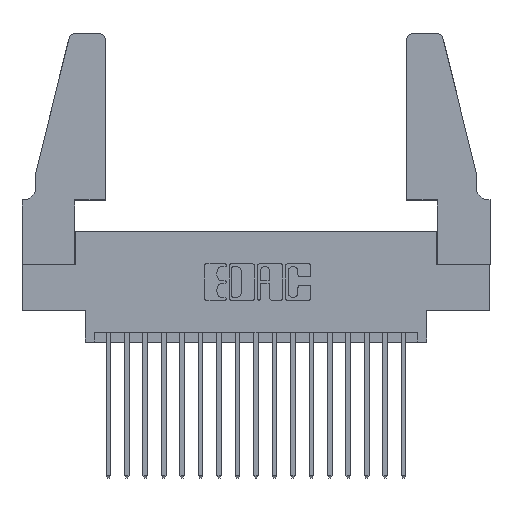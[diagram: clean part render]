
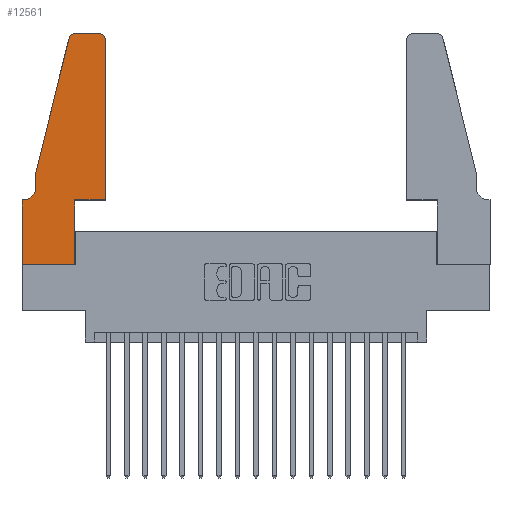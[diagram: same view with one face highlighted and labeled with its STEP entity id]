
A CAD part, top view. The second image highlights one B-rep face of the part: STEP entity #12561.
In plain terms, the highlighted planar face has unit normal (0, 0, 1).
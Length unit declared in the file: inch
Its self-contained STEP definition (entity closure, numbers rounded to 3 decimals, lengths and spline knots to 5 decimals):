
#118 = ORIENTED_EDGE ( 'NONE', *, *, #2182, .T. ) ;
#243 = ORIENTED_EDGE ( 'NONE', *, *, #13640, .T. ) ;
#349 = VECTOR ( 'NONE', #17167, 39.37008 ) ;
#355 = DIRECTION ( 'NONE',  ( 0., 0., 1. ) ) ;
#913 = CARTESIAN_POINT ( 'NONE',  ( 0.4505, 0.35, 0.37 ) ) ;
#937 = CARTESIAN_POINT ( 'NONE',  ( 0.0055, 0.42, 0.37 ) ) ;
#1237 = DIRECTION ( 'NONE',  ( 0., 0., 1. ) ) ;
#2120 = CIRCLE ( 'NONE', #11985, 0.03 ) ;
#2171 = LINE ( 'NONE', #16593, #13411 ) ;
#2182 = EDGE_CURVE ( 'NONE', #15437, #4423, #8297, .T. ) ;
#2194 = CARTESIAN_POINT ( 'NONE',  ( 0.2865, 0.35, 0.37 ) ) ;
#2266 = EDGE_LOOP ( 'NONE', ( #118, #8838, #12671, #10631, #17406, #243, #8370, #14576, #2461, #14533, #16325, #18979 ) ) ;
#2461 = ORIENTED_EDGE ( 'NONE', *, *, #15706, .T. ) ;
#2486 = CARTESIAN_POINT ( 'NONE',  ( 0.4205, 1.22, 0.37 ) ) ;
#2535 = FACE_OUTER_BOUND ( 'NONE', #2266, .T. ) ;
#2666 = VERTEX_POINT ( 'NONE', #2194 ) ;
#3131 = VERTEX_POINT ( 'NONE', #14927 ) ;
#3222 = DIRECTION ( 'NONE',  ( -1., 0., 0. ) ) ;
#3284 = CARTESIAN_POINT ( 'NONE',  ( 0.4205, 1.25, 0.37 ) ) ;
#3373 = CARTESIAN_POINT ( 'NONE',  ( 0., 0.35, 0.37 ) ) ;
#3801 = DIRECTION ( 'NONE',  ( -0.239, -0.971, 0. ) ) ;
#4055 = VECTOR ( 'NONE', #6360, 39.37008 ) ;
#4102 = CARTESIAN_POINT ( 'NONE',  ( 0.2865, 0., 0.37 ) ) ;
#4228 = CARTESIAN_POINT ( 'NONE',  ( 0., 0.35, 0.37 ) ) ;
#4386 = VECTOR ( 'NONE', #9634, 39.37008 ) ;
#4423 = VERTEX_POINT ( 'NONE', #15563 ) ;
#4755 = DIRECTION ( 'NONE',  ( 1., 0., 0. ) ) ;
#5124 = DIRECTION ( 'NONE',  ( 0., -1., 0. ) ) ;
#5564 = LINE ( 'NONE', #16839, #11098 ) ;
#5692 = CARTESIAN_POINT ( 'NONE',  ( 0.2865, 0.35, 0.37 ) ) ;
#5876 = EDGE_CURVE ( 'NONE', #18445, #3131, #8165, .T. ) ;
#6360 = DIRECTION ( 'NONE',  ( 0., -1., 0. ) ) ;
#6505 = VECTOR ( 'NONE', #9852, 39.37008 ) ;
#6751 = LINE ( 'NONE', #18740, #6505 ) ;
#6789 = VECTOR ( 'NONE', #3222, 39.37008 ) ;
#6876 = DIRECTION ( 'NONE',  ( 0., 0., -1. ) ) ;
#7095 = VERTEX_POINT ( 'NONE', #4102 ) ;
#8042 = LINE ( 'NONE', #5692, #15635 ) ;
#8140 = CIRCLE ( 'NONE', #15575, 0.07 ) ;
#8165 = LINE ( 'NONE', #15488, #349 ) ;
#8297 = LINE ( 'NONE', #11000, #4386 ) ;
#8317 = CIRCLE ( 'NONE', #10908, 0.03 ) ;
#8370 = ORIENTED_EDGE ( 'NONE', *, *, #14336, .T. ) ;
#8838 = ORIENTED_EDGE ( 'NONE', *, *, #11236, .T. ) ;
#9032 = CARTESIAN_POINT ( 'NONE',  ( 0.25487, 1.22718, 0.37 ) ) ;
#9449 = EDGE_CURVE ( 'NONE', #2666, #18445, #15993, .T. ) ;
#9634 = DIRECTION ( 'NONE',  ( -1., 0., 0. ) ) ;
#9852 = DIRECTION ( 'NONE',  ( 1., 0., 0. ) ) ;
#9972 = EDGE_CURVE ( 'NONE', #18907, #7095, #6751, .T. ) ;
#10108 = EDGE_CURVE ( 'NONE', #15886, #12238, #2171, .T. ) ;
#10361 = CARTESIAN_POINT ( 'NONE',  ( 0.0755, 0.35, 0.37 ) ) ;
#10631 = ORIENTED_EDGE ( 'NONE', *, *, #18810, .T. ) ;
#10908 = AXIS2_PLACEMENT_3D ( 'NONE', #2486, #12741, #11351 ) ;
#11000 = CARTESIAN_POINT ( 'NONE',  ( 0.2605, 1.25, 0.37 ) ) ;
#11098 = VECTOR ( 'NONE', #5124, 39.37008 ) ;
#11148 = CARTESIAN_POINT ( 'NONE',  ( 0.0755, 0.42, 0.37 ) ) ;
#11236 = EDGE_CURVE ( 'NONE', #4423, #15886, #2120, .T. ) ;
#11351 = DIRECTION ( 'NONE',  ( 1., 0., 0. ) ) ;
#11371 = DIRECTION ( 'NONE',  ( 1., 0., 0. ) ) ;
#11593 = DIRECTION ( 'NONE',  ( -1., 0., 0. ) ) ;
#11985 = AXIS2_PLACEMENT_3D ( 'NONE', #13498, #355, #4755 ) ;
#12067 = VECTOR ( 'NONE', #12710, 39.37008 ) ;
#12135 = LINE ( 'NONE', #10361, #6789 ) ;
#12231 = AXIS2_PLACEMENT_3D ( 'NONE', #4228, #1237, #11371 ) ;
#12238 = VERTEX_POINT ( 'NONE', #13687 ) ;
#12561 = ADVANCED_FACE ( 'NONE', ( #2535 ), #18957, .T. ) ;
#12586 = CARTESIAN_POINT ( 'NONE',  ( 0.0055, 0.35, 0.37 ) ) ;
#12671 = ORIENTED_EDGE ( 'NONE', *, *, #10108, .T. ) ;
#12710 = DIRECTION ( 'NONE',  ( 1., 0., 0. ) ) ;
#12741 = DIRECTION ( 'NONE',  ( 0., 0., 1. ) ) ;
#13411 = VECTOR ( 'NONE', #3801, 39.37008 ) ;
#13498 = CARTESIAN_POINT ( 'NONE',  ( 0.284, 1.22, 0.37 ) ) ;
#13640 = EDGE_CURVE ( 'NONE', #13931, #18159, #12135, .T. ) ;
#13687 = CARTESIAN_POINT ( 'NONE',  ( 0.0755, 0.5, 0.37 ) ) ;
#13792 = EDGE_CURVE ( 'NONE', #13812, #13931, #8140, .T. ) ;
#13812 = VERTEX_POINT ( 'NONE', #11148 ) ;
#13931 = VERTEX_POINT ( 'NONE', #12586 ) ;
#14150 = CARTESIAN_POINT ( 'NONE',  ( 0.4505, 0.35, 0.37 ) ) ;
#14336 = EDGE_CURVE ( 'NONE', #18159, #18907, #5564, .T. ) ;
#14533 = ORIENTED_EDGE ( 'NONE', *, *, #9449, .T. ) ;
#14576 = ORIENTED_EDGE ( 'NONE', *, *, #9972, .T. ) ;
#14927 = CARTESIAN_POINT ( 'NONE',  ( 0.4505, 1.22, 0.37 ) ) ;
#14981 = EDGE_CURVE ( 'NONE', #3131, #15437, #8317, .T. ) ;
#15437 = VERTEX_POINT ( 'NONE', #3284 ) ;
#15488 = CARTESIAN_POINT ( 'NONE',  ( 0.4505, 0.35, 0.37 ) ) ;
#15563 = CARTESIAN_POINT ( 'NONE',  ( 0.284, 1.25, 0.37 ) ) ;
#15575 = AXIS2_PLACEMENT_3D ( 'NONE', #937, #6876, #11593 ) ;
#15635 = VECTOR ( 'NONE', #15997, 39.37008 ) ;
#15706 = EDGE_CURVE ( 'NONE', #7095, #2666, #8042, .T. ) ;
#15886 = VERTEX_POINT ( 'NONE', #9032 ) ;
#15963 = CARTESIAN_POINT ( 'NONE',  ( 0., 0., 0.37 ) ) ;
#15993 = LINE ( 'NONE', #913, #12067 ) ;
#15997 = DIRECTION ( 'NONE',  ( 0., 1., 0. ) ) ;
#16244 = LINE ( 'NONE', #18282, #4055 ) ;
#16325 = ORIENTED_EDGE ( 'NONE', *, *, #5876, .T. ) ;
#16593 = CARTESIAN_POINT ( 'NONE',  ( 0.0755, 0.5, 0.37 ) ) ;
#16839 = CARTESIAN_POINT ( 'NONE',  ( 0., 0., 0.37 ) ) ;
#17167 = DIRECTION ( 'NONE',  ( 0., 1., 0. ) ) ;
#17406 = ORIENTED_EDGE ( 'NONE', *, *, #13792, .T. ) ;
#18159 = VERTEX_POINT ( 'NONE', #3373 ) ;
#18282 = CARTESIAN_POINT ( 'NONE',  ( 0.0755, 0.5, 0.37 ) ) ;
#18445 = VERTEX_POINT ( 'NONE', #14150 ) ;
#18740 = CARTESIAN_POINT ( 'NONE',  ( 0., 0., 0.37 ) ) ;
#18810 = EDGE_CURVE ( 'NONE', #12238, #13812, #16244, .T. ) ;
#18907 = VERTEX_POINT ( 'NONE', #15963 ) ;
#18957 = PLANE ( 'NONE',  #12231 ) ;
#18979 = ORIENTED_EDGE ( 'NONE', *, *, #14981, .T. ) ;
